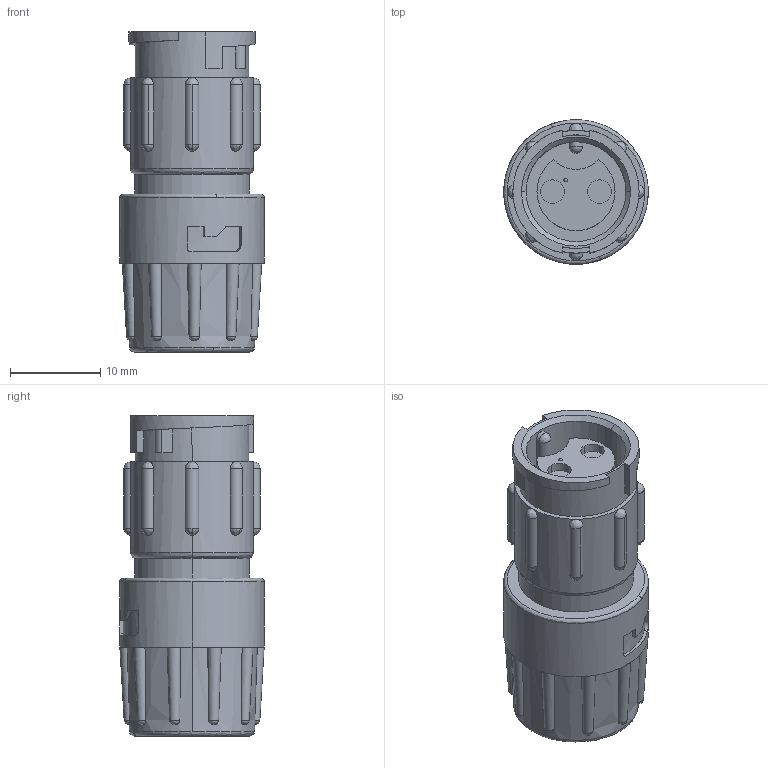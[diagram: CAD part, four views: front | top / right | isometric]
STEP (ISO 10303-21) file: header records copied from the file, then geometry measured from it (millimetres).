
FILE_DESCRIPTION (( 'STEP AP203' ), '1' );
FILE_NAME ('8380-2SG-311.STEP', '2016-10-25T21:08:59', ( '' ), ( '' ), 'SwSTEP 2.0', 'SolidWorks 2014', '' );
FILE_SCHEMA (( 'CONFIG_CONTROL_DESIGN' ));
Length unit declared in the file: millimetre
Products named in the file (1): 8380-2SG-311
Bounding box: 16 x 16 x 35.43 mm (x, y, z)
Volume: 5129.6 mm3; surface area: 2737 mm2
Topology: 1 solids, 1 shells, 158 faces, 450 edges, 278 vertices
Faces by surface type: bspline 54, plane 51, cylinder 49, cone 4
Entity records: 10278 total; most frequent: CARTESIAN_POINT 6596, ORIENTED_EDGE 844, DIRECTION 653, EDGE_CURVE 422, VERTEX_POINT 278, AXIS2_PLACEMENT_3D 268, EDGE_LOOP 170, CIRCLE 163
